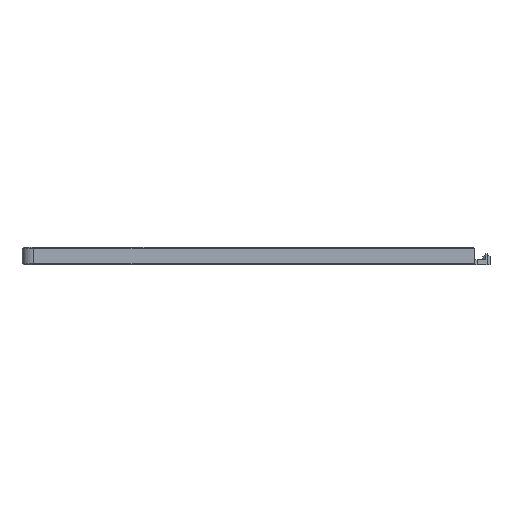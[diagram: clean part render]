
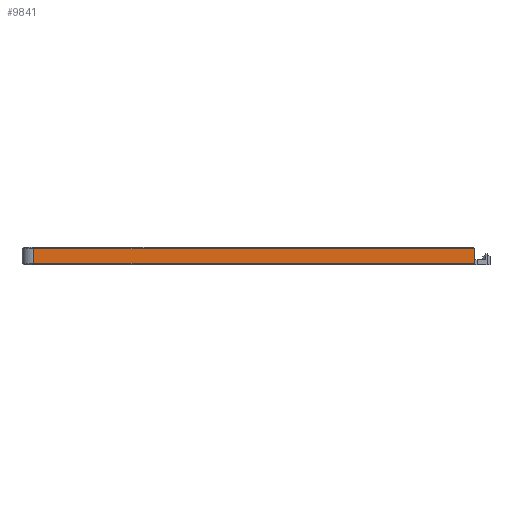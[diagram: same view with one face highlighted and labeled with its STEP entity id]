
A CAD part, front view. The second image highlights one B-rep face of the part: STEP entity #9841.
In plain terms, the highlighted planar face has unit normal (0, -1, 0).
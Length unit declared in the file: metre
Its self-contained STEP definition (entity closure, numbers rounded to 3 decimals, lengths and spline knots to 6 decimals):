
#906=ORIENTED_EDGE('',*,*,#3844,.F.);
#907=ORIENTED_EDGE('',*,*,#3845,.T.);
#908=ORIENTED_EDGE('',*,*,#3846,.T.);
#909=ORIENTED_EDGE('',*,*,#3847,.T.);
#3844=EDGE_CURVE('',#5312,#5313,#6118,.T.);
#3845=EDGE_CURVE('',#5312,#5314,#6119,.T.);
#3846=EDGE_CURVE('',#5314,#5315,#6120,.T.);
#3847=EDGE_CURVE('',#5315,#5313,#6121,.T.);
#5312=VERTEX_POINT('',#15017);
#5313=VERTEX_POINT('',#15018);
#5314=VERTEX_POINT('',#15020);
#5315=VERTEX_POINT('',#15022);
#6118=LINE('',#15016,#7372);
#6119=LINE('',#15019,#7373);
#6120=LINE('',#15021,#7374);
#6121=LINE('',#15023,#7375);
#7372=VECTOR('',#11842,1.);
#7373=VECTOR('',#11843,1.);
#7374=VECTOR('',#11844,1.);
#7375=VECTOR('',#11845,1.);
#8270=EDGE_LOOP('',(#906,#907,#908,#909));
#8872=FACE_BOUND('',#8270,.T.);
#9436=PLANE('',#10538);
#9841=ADVANCED_FACE('',(#8872),#9436,.F.);
#10538=AXIS2_PLACEMENT_3D('',#15015,#11840,#11841);
#11840=DIRECTION('',(0.,1.,0.));
#11841=DIRECTION('',(0.,0.,1.));
#11842=DIRECTION('',(0.,0.,-1.));
#11843=DIRECTION('',(-1.,0.,0.));
#11844=DIRECTION('',(0.,0.,-1.));
#11845=DIRECTION('',(1.,0.,0.));
#15015=CARTESIAN_POINT('',(0.,-0.038115,0.003));
#15016=CARTESIAN_POINT('',(-0.047725,-0.038115,0.003));
#15017=CARTESIAN_POINT('',(-0.047725,-0.038115,0.0028));
#15018=CARTESIAN_POINT('',(-0.047725,-0.038115,0.0002));
#15019=CARTESIAN_POINT('',(-0.12184,-0.038115,0.0028));
#15020=CARTESIAN_POINT('',(-0.12184,-0.038115,0.0028));
#15021=CARTESIAN_POINT('',(-0.12184,-0.038115,0.));
#15022=CARTESIAN_POINT('',(-0.12184,-0.038115,0.0002));
#15023=CARTESIAN_POINT('',(0.,-0.038115,0.0002));
